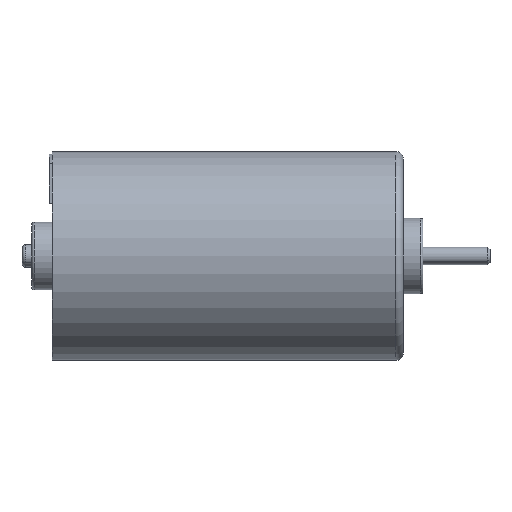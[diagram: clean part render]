
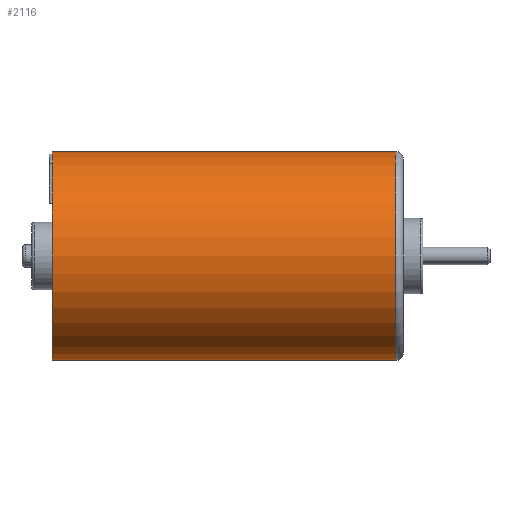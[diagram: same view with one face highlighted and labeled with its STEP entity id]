
A CAD part, front view. The second image highlights one B-rep face of the part: STEP entity #2116.
In plain terms, the highlighted cylindrical face has radius 13.85 mm (diameter 27.7 mm), a partial arc.
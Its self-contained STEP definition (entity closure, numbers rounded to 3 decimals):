
#3 = VECTOR ( 'NONE', #2204, 1000. ) ;
#99 = AXIS2_PLACEMENT_3D ( 'NONE', #5289, #765, #286 ) ;
#159 = DIRECTION ( 'NONE',  ( 0., 0., 1. ) ) ;
#182 = EDGE_CURVE ( 'NONE', #717, #4483, #528, .T. ) ;
#286 = DIRECTION ( 'NONE',  ( 0., 0., 1. ) ) ;
#313 = CARTESIAN_POINT ( 'NONE',  ( -27.7, 0., 13.85 ) ) ;
#331 = CARTESIAN_POINT ( 'NONE',  ( 17.8, 0., 0. ) ) ;
#528 = LINE ( 'NONE', #1443, #3 ) ;
#545 = LINE ( 'NONE', #964, #2836 ) ;
#563 = ORIENTED_EDGE ( 'NONE', *, *, #182, .T. ) ;
#673 = ORIENTED_EDGE ( 'NONE', *, *, #2469, .F. ) ;
#717 = VERTEX_POINT ( 'NONE', #4629 ) ;
#765 = DIRECTION ( 'NONE',  ( -1., 0., 0. ) ) ;
#774 = VERTEX_POINT ( 'NONE', #1746 ) ;
#949 = DIRECTION ( 'NONE',  ( -1., 0., 0. ) ) ;
#964 = CARTESIAN_POINT ( 'NONE',  ( -18.8, 0., -13.85 ) ) ;
#1077 = EDGE_CURVE ( 'NONE', #774, #1378, #545, .T. ) ;
#1304 = AXIS2_PLACEMENT_3D ( 'NONE', #331, #2057, #1997 ) ;
#1378 = VERTEX_POINT ( 'NONE', #2514 ) ;
#1443 = CARTESIAN_POINT ( 'NONE',  ( -18.8, 0., 13.85 ) ) ;
#1746 = CARTESIAN_POINT ( 'NONE',  ( 17.8, 0., -13.85 ) ) ;
#1997 = DIRECTION ( 'NONE',  ( 0., 0., 1. ) ) ;
#2057 = DIRECTION ( 'NONE',  ( -1., 0., 0. ) ) ;
#2116 = ADVANCED_FACE ( 'NONE', ( #4909 ), #3698, .T. ) ;
#2204 = DIRECTION ( 'NONE',  ( -1., 0., 0. ) ) ;
#2469 = EDGE_CURVE ( 'NONE', #1378, #4483, #4888, .T. ) ;
#2514 = CARTESIAN_POINT ( 'NONE',  ( -27.7, 0., -13.85 ) ) ;
#2598 = DIRECTION ( 'NONE',  ( -1., 0., 0. ) ) ;
#2820 = ORIENTED_EDGE ( 'NONE', *, *, #1077, .F. ) ;
#2836 = VECTOR ( 'NONE', #2598, 1000. ) ;
#3698 = CYLINDRICAL_SURFACE ( 'NONE', #99, 13.85 ) ;
#3898 = CARTESIAN_POINT ( 'NONE',  ( -27.7, 0., 0. ) ) ;
#4483 = VERTEX_POINT ( 'NONE', #313 ) ;
#4629 = CARTESIAN_POINT ( 'NONE',  ( 17.8, 0., 13.85 ) ) ;
#4681 = ORIENTED_EDGE ( 'NONE', *, *, #5001, .T. ) ;
#4851 = EDGE_LOOP ( 'NONE', ( #2820, #4681, #563, #673 ) ) ;
#4867 = CIRCLE ( 'NONE', #1304, 13.85 ) ;
#4888 = CIRCLE ( 'NONE', #5143, 13.85 ) ;
#4909 = FACE_OUTER_BOUND ( 'NONE', #4851, .T. ) ;
#5001 = EDGE_CURVE ( 'NONE', #774, #717, #4867, .T. ) ;
#5143 = AXIS2_PLACEMENT_3D ( 'NONE', #3898, #949, #159 ) ;
#5289 = CARTESIAN_POINT ( 'NONE',  ( -18.8, 0., 0. ) ) ;
